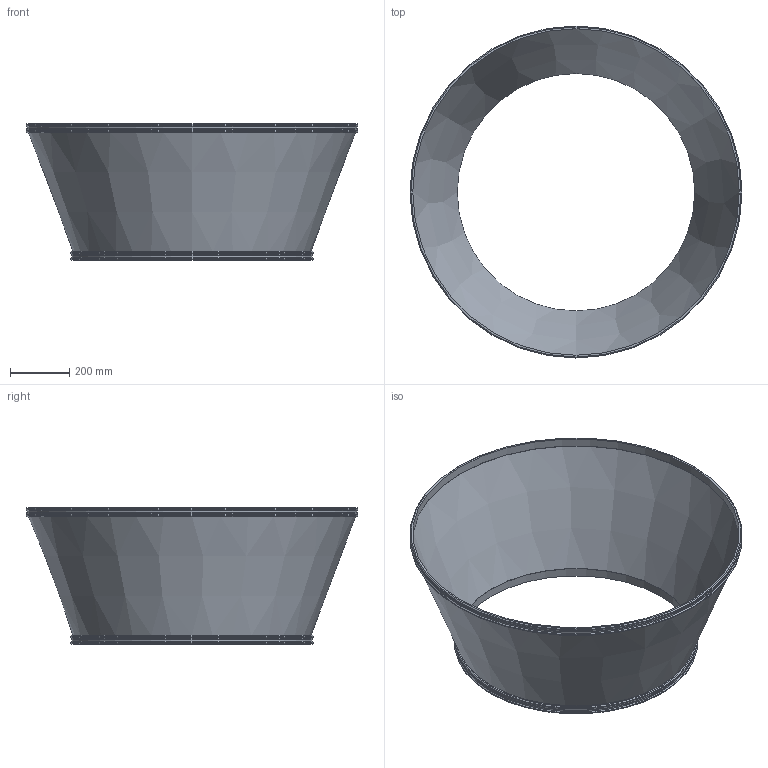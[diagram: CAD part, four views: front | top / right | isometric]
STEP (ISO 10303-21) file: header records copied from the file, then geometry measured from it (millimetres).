
FILE_DESCRIPTION(/* description */ (''),/* implementation_level */ '2;1');
FILE_NAME(/* name */ '47241 BFM Connector Tapered Seeflex 040E 1100mm Dia x 800mm Dia x 400mm L v1.step',/* time_stamp */ '2023-01-13T15:02:01+13:00',/* author */ (''),/* organization */ (''),/* preprocessor_version */ 'ST-DEVELOPER v19.2',/* originating_system */ 'Autodesk Translation Framework v11.17.0.187',/* authorisation */ '');
FILE_SCHEMA (('AUTOMOTIVE_DESIGN { 1 0 10303 214 3 1 1 }'));
Length unit declared in the file: millimetre
Products named in the file (1): 47241 BFM Connector Tapered Seeflex 040E 1100mm Dia x 800mm Dia x 400
mm L
Bounding box: 1118.4 x 1118.4 x 458.8 mm (x, y, z)
Volume: 4157438.2 mm3; surface area: 5836449.1 mm2
Topology: 3 solids, 3 shells, 47 faces, 90 edges, 47 vertices
Faces by surface type: cone 28, cylinder 15, plane 4
Full cylindrical faces by diameter (mm): 800 x1, 811.8 x2, 818.4 x2, 1100 x2, 1111.8 x4, 1118.4 x4
Entity records: 1202 total; most frequent: DIRECTION 233, CARTESIAN_POINT 185, ORIENTED_EDGE 180, AXIS2_PLACEMENT_3D 95, EDGE_CURVE 90, EDGE_LOOP 51, FACE_OUTER_BOUND 47, CIRCLE 47
